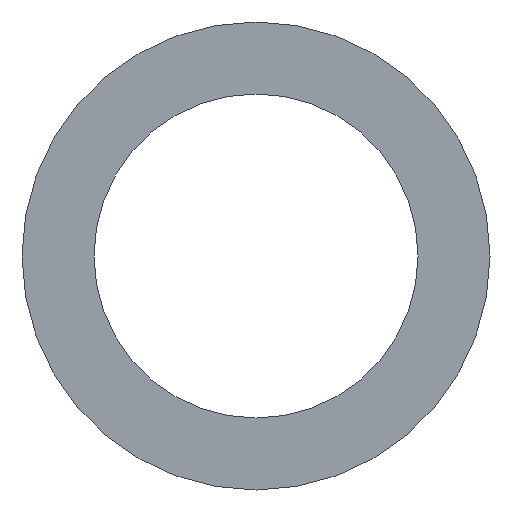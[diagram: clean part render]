
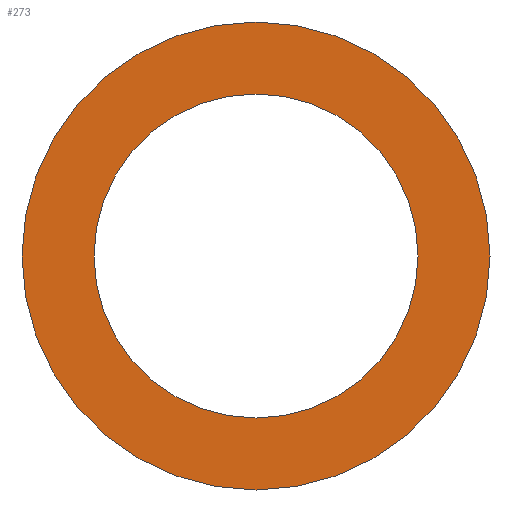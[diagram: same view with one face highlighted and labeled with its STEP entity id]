
A CAD part, front view. The second image highlights one B-rep face of the part: STEP entity #273.
In plain terms, the highlighted planar face has unit normal (0, -1, 0).
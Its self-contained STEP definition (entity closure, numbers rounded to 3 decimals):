
#32 = CARTESIAN_POINT ( 'NONE',  ( 0., -1.19, 4.5 ) ) ;
#33 = DIRECTION ( 'NONE',  ( 0., 0., -1. ) ) ;
#37 = EDGE_CURVE ( 'NONE', #130, #128, #252, .T. ) ;
#48 = EDGE_CURVE ( 'NONE', #167, #290, #378, .T. ) ;
#57 = DIRECTION ( 'NONE',  ( 0., 1., 0. ) ) ;
#73 = ORIENTED_EDGE ( 'NONE', *, *, #48, .F. ) ;
#108 = DIRECTION ( 'NONE',  ( 0., -1., 0. ) ) ;
#109 = DIRECTION ( 'NONE',  ( 0., -1., 0. ) ) ;
#110 = CIRCLE ( 'NONE', #387, 6.5 ) ;
#126 = CIRCLE ( 'NONE', #463, 4.5 ) ;
#128 = VERTEX_POINT ( 'NONE', #233 ) ;
#130 = VERTEX_POINT ( 'NONE', #386 ) ;
#134 = AXIS2_PLACEMENT_3D ( 'NONE', #221, #108, #33 ) ;
#141 = CARTESIAN_POINT ( 'NONE',  ( 0., -1.19, 0. ) ) ;
#153 = DIRECTION ( 'NONE',  ( 0., -1., 0. ) ) ;
#155 = CARTESIAN_POINT ( 'NONE',  ( 0., -1.19, 0. ) ) ;
#158 = FACE_OUTER_BOUND ( 'NONE', #393, .T. ) ;
#167 = VERTEX_POINT ( 'NONE', #270 ) ;
#191 = EDGE_CURVE ( 'NONE', #128, #130, #110, .T. ) ;
#199 = DIRECTION ( 'NONE',  ( 0., 0., 1. ) ) ;
#221 = CARTESIAN_POINT ( 'NONE',  ( 0., -1.19, 0. ) ) ;
#233 = CARTESIAN_POINT ( 'NONE',  ( 0., -1.19, -6.5 ) ) ;
#242 = ORIENTED_EDGE ( 'NONE', *, *, #37, .T. ) ;
#252 = CIRCLE ( 'NONE', #405, 6.5 ) ;
#265 = DIRECTION ( 'NONE',  ( 0., 0., -1. ) ) ;
#269 = AXIS2_PLACEMENT_3D ( 'NONE', #317, #57, #199 ) ;
#270 = CARTESIAN_POINT ( 'NONE',  ( 0., -1.19, -4.5 ) ) ;
#273 = ADVANCED_FACE ( 'NONE', ( #466, #158 ), #314, .F. ) ;
#289 = ORIENTED_EDGE ( 'NONE', *, *, #191, .T. ) ;
#290 = VERTEX_POINT ( 'NONE', #32 ) ;
#299 = ORIENTED_EDGE ( 'NONE', *, *, #468, .F. ) ;
#303 = DIRECTION ( 'NONE',  ( 0., 0., -1. ) ) ;
#314 = PLANE ( 'NONE',  #269 ) ;
#317 = CARTESIAN_POINT ( 'NONE',  ( -6.5, -1.19, 0. ) ) ;
#365 = EDGE_LOOP ( 'NONE', ( #73, #299 ) ) ;
#378 = CIRCLE ( 'NONE', #134, 4.5 ) ;
#380 = CARTESIAN_POINT ( 'NONE',  ( 0., -1.19, 0. ) ) ;
#386 = CARTESIAN_POINT ( 'NONE',  ( 0., -1.19, 6.5 ) ) ;
#387 = AXIS2_PLACEMENT_3D ( 'NONE', #155, #153, #303 ) ;
#393 = EDGE_LOOP ( 'NONE', ( #289, #242 ) ) ;
#405 = AXIS2_PLACEMENT_3D ( 'NONE', #141, #443, #411 ) ;
#411 = DIRECTION ( 'NONE',  ( 0., 0., -1. ) ) ;
#443 = DIRECTION ( 'NONE',  ( 0., -1., 0. ) ) ;
#463 = AXIS2_PLACEMENT_3D ( 'NONE', #380, #109, #265 ) ;
#466 = FACE_BOUND ( 'NONE', #365, .T. ) ;
#468 = EDGE_CURVE ( 'NONE', #290, #167, #126, .T. ) ;
